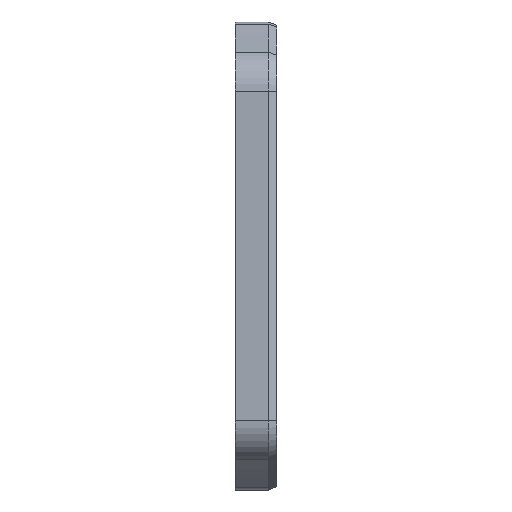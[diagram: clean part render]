
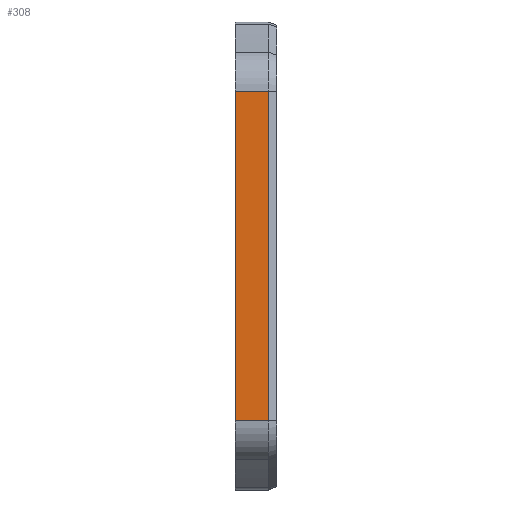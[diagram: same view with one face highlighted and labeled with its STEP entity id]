
A CAD part, left-side view. The second image highlights one B-rep face of the part: STEP entity #308.
In plain terms, the highlighted planar face has unit normal (-1, 0, 0).
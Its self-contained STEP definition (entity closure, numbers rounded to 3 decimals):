
#83 = LINE ( 'NONE', #1889, #802 ) ;
#88 = LINE ( 'NONE', #2105, #2049 ) ;
#121 = CARTESIAN_POINT ( 'NONE',  ( -2.2, 8., 6. ) ) ;
#208 = ORIENTED_EDGE ( 'NONE', *, *, #499, .F. ) ;
#265 = PLANE ( 'NONE',  #1799 ) ;
#272 = ORIENTED_EDGE ( 'NONE', *, *, #423, .T. ) ;
#308 = ADVANCED_FACE ( 'NONE', ( #1804 ), #265, .F. ) ;
#318 = VERTEX_POINT ( 'NONE', #427 ) ;
#423 = EDGE_CURVE ( 'NONE', #318, #1275, #83, .T. ) ;
#425 = LINE ( 'NONE', #862, #496 ) ;
#427 = CARTESIAN_POINT ( 'NONE',  ( -2.2, 1.648, 6. ) ) ;
#449 = DIRECTION ( 'NONE',  ( 0., 0., -1. ) ) ;
#482 = LINE ( 'NONE', #715, #1111 ) ;
#496 = VECTOR ( 'NONE', #691, 1000. ) ;
#499 = EDGE_CURVE ( 'NONE', #2062, #1275, #425, .T. ) ;
#542 = DIRECTION ( 'NONE',  ( 0., 0., 1. ) ) ;
#691 = DIRECTION ( 'NONE',  ( 0., -1., 0. ) ) ;
#715 = CARTESIAN_POINT ( 'NONE',  ( -2.2, 8., 6. ) ) ;
#802 = VECTOR ( 'NONE', #2229, 1000. ) ;
#819 = ORIENTED_EDGE ( 'NONE', *, *, #1741, .T. ) ;
#862 = CARTESIAN_POINT ( 'NONE',  ( -2.2, 8., 68.8 ) ) ;
#875 = CARTESIAN_POINT ( 'NONE',  ( -2.2, 8., 6. ) ) ;
#1073 = DIRECTION ( 'NONE',  ( 0., -1., 0. ) ) ;
#1100 = CARTESIAN_POINT ( 'NONE',  ( -2.2, 1.648, 68.8 ) ) ;
#1111 = VECTOR ( 'NONE', #542, 1000. ) ;
#1114 = EDGE_CURVE ( 'NONE', #2148, #2062, #482, .T. ) ;
#1152 = ORIENTED_EDGE ( 'NONE', *, *, #1114, .F. ) ;
#1275 = VERTEX_POINT ( 'NONE', #1100 ) ;
#1311 = DIRECTION ( 'NONE',  ( 1., 0., 0. ) ) ;
#1384 = CARTESIAN_POINT ( 'NONE',  ( -2.2, 8., 68.8 ) ) ;
#1474 = EDGE_LOOP ( 'NONE', ( #819, #272, #208, #1152 ) ) ;
#1741 = EDGE_CURVE ( 'NONE', #2148, #318, #88, .T. ) ;
#1799 = AXIS2_PLACEMENT_3D ( 'NONE', #121, #1311, #449 ) ;
#1804 = FACE_OUTER_BOUND ( 'NONE', #1474, .T. ) ;
#1889 = CARTESIAN_POINT ( 'NONE',  ( -2.2, 1.648, 6. ) ) ;
#2049 = VECTOR ( 'NONE', #1073, 1000. ) ;
#2062 = VERTEX_POINT ( 'NONE', #1384 ) ;
#2105 = CARTESIAN_POINT ( 'NONE',  ( -2.2, 8., 6. ) ) ;
#2148 = VERTEX_POINT ( 'NONE', #875 ) ;
#2229 = DIRECTION ( 'NONE',  ( 0., 0., 1. ) ) ;
